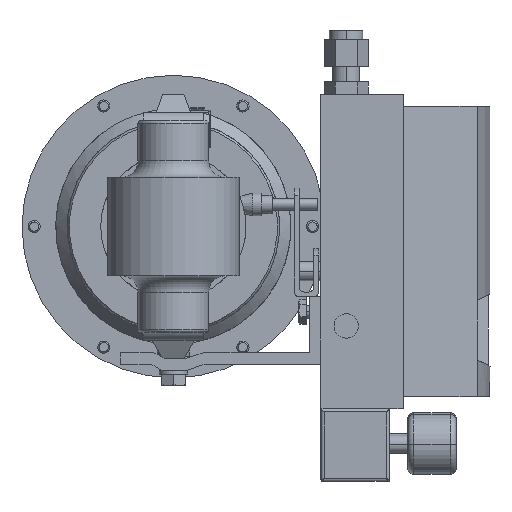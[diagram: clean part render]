
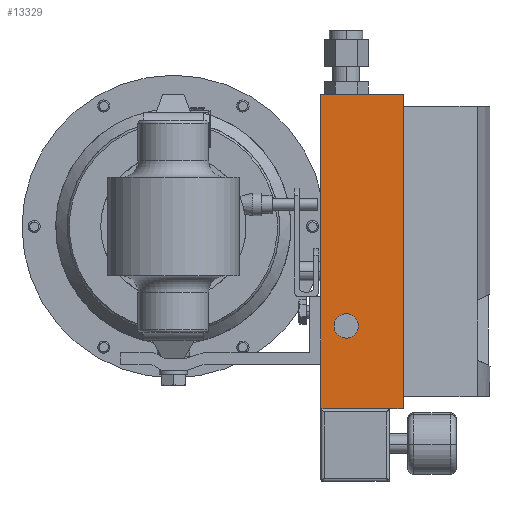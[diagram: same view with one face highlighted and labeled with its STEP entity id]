
A CAD part, front view. The second image highlights one B-rep face of the part: STEP entity #13329.
In plain terms, the highlighted planar face has unit normal (0, -1, 0).
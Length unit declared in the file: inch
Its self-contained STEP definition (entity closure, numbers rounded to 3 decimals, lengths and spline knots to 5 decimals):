
#239 = VERTEX_POINT ( 'NONE', #10268 ) ;
#400 = CARTESIAN_POINT ( 'NONE',  ( 3.04884, 4.37456, -3.51348 ) ) ;
#808 = EDGE_CURVE ( 'NONE', #3536, #28147, #14892, .T. ) ;
#1372 = DIRECTION ( 'NONE',  ( 0., -1., 0. ) ) ;
#1618 = EDGE_CURVE ( 'NONE', #28147, #17023, #6826, .T. ) ;
#1759 = ORIENTED_EDGE ( 'NONE', *, *, #26738, .F. ) ;
#1766 = DIRECTION ( 'NONE',  ( 0., 0., -1. ) ) ;
#2252 = VERTEX_POINT ( 'NONE', #14159 ) ;
#2654 = EDGE_CURVE ( 'NONE', #2252, #14670, #12433, .T. ) ;
#2838 = LINE ( 'NONE', #26037, #18485 ) ;
#3055 = CARTESIAN_POINT ( 'NONE',  ( 3.04884, 4.37456, 2.73652 ) ) ;
#3353 = EDGE_CURVE ( 'NONE', #239, #8170, #2838, .T. ) ;
#3383 = ORIENTED_EDGE ( 'NONE', *, *, #14602, .F. ) ;
#3435 = EDGE_CURVE ( 'NONE', #21777, #3536, #6869, .T. ) ;
#3536 = VERTEX_POINT ( 'NONE', #9993 ) ;
#4310 = CARTESIAN_POINT ( 'NONE',  ( 3.04884, 4.37456, -2.84348 ) ) ;
#4440 = CARTESIAN_POINT ( 'NONE',  ( 3.04884, 4.37456, -3.51348 ) ) ;
#5139 = CARTESIAN_POINT ( 'NONE',  ( 4.74881, 4.37456, 2.48652 ) ) ;
#5230 = VECTOR ( 'NONE', #1766, 39.37008 ) ;
#5385 = EDGE_CURVE ( 'NONE', #7727, #24695, #19189, .T. ) ;
#5499 = ORIENTED_EDGE ( 'NONE', *, *, #13431, .T. ) ;
#5565 = VERTEX_POINT ( 'NONE', #19983 ) ;
#5633 = EDGE_LOOP ( 'NONE', ( #1759, #15554 ) ) ;
#5677 = PLANE ( 'NONE',  #27060 ) ;
#6022 = FACE_OUTER_BOUND ( 'NONE', #8833, .T. ) ;
#6141 = CARTESIAN_POINT ( 'NONE',  ( 3.56992, 4.37456, -2.05174 ) ) ;
#6337 = FACE_BOUND ( 'NONE', #5633, .T. ) ;
#6826 = LINE ( 'NONE', #7262, #14849 ) ;
#6869 = LINE ( 'NONE', #4440, #5230 ) ;
#7262 = CARTESIAN_POINT ( 'NONE',  ( 3.04884, 4.37456, -3.51348 ) ) ;
#7727 = VERTEX_POINT ( 'NONE', #22335 ) ;
#7747 = DIRECTION ( 'NONE',  ( 0., 0., -1. ) ) ;
#8170 = VERTEX_POINT ( 'NONE', #17923 ) ;
#8304 = ORIENTED_EDGE ( 'NONE', *, *, #2654, .T. ) ;
#8473 = CARTESIAN_POINT ( 'NONE',  ( 3.31835, 4.37456, -2.05174 ) ) ;
#8720 = DIRECTION ( 'NONE',  ( -1., 0., 0. ) ) ;
#8833 = EDGE_LOOP ( 'NONE', ( #5499, #8304, #3383, #25170, #32630, #30044, #31110, #32345, #16961 ) ) ;
#9108 = EDGE_CURVE ( 'NONE', #8170, #5565, #13856, .T. ) ;
#9983 = VECTOR ( 'NONE', #23645, 39.37008 ) ;
#9993 = CARTESIAN_POINT ( 'NONE',  ( 3.04884, 4.37456, -1.44348 ) ) ;
#10194 = DIRECTION ( 'NONE',  ( 1., 0., 0. ) ) ;
#10268 = CARTESIAN_POINT ( 'NONE',  ( 4.74881, 4.37456, 2.73652 ) ) ;
#10845 = DIRECTION ( 'NONE',  ( -1., 0., 0. ) ) ;
#11355 = LINE ( 'NONE', #3055, #24787 ) ;
#12166 = VECTOR ( 'NONE', #27999, 39.37008 ) ;
#12433 = LINE ( 'NONE', #28542, #9983 ) ;
#13329 = ADVANCED_FACE ( 'NONE', ( #6022, #6337 ), #5677, .F. ) ;
#13338 = DIRECTION ( 'NONE',  ( 0., 0., -1. ) ) ;
#13431 = EDGE_CURVE ( 'NONE', #17023, #2252, #17593, .T. ) ;
#13856 = LINE ( 'NONE', #5139, #28876 ) ;
#14159 = CARTESIAN_POINT ( 'NONE',  ( 4.46625, 4.37456, -3.76348 ) ) ;
#14602 = EDGE_CURVE ( 'NONE', #5565, #14670, #30620, .T. ) ;
#14670 = VERTEX_POINT ( 'NONE', #18244 ) ;
#14849 = VECTOR ( 'NONE', #19995, 39.37008 ) ;
#14892 = LINE ( 'NONE', #400, #30183 ) ;
#15217 = CARTESIAN_POINT ( 'NONE',  ( 3.04884, 4.37456, -3.76348 ) ) ;
#15554 = ORIENTED_EDGE ( 'NONE', *, *, #5385, .F. ) ;
#16486 = CARTESIAN_POINT ( 'NONE',  ( 6.05485, 4.37456, -3.76348 ) ) ;
#16809 = CARTESIAN_POINT ( 'NONE',  ( 3.56992, 4.37456, -2.05174 ) ) ;
#16961 = ORIENTED_EDGE ( 'NONE', *, *, #1618, .T. ) ;
#17023 = VERTEX_POINT ( 'NONE', #15217 ) ;
#17593 = LINE ( 'NONE', #16486, #18143 ) ;
#17923 = CARTESIAN_POINT ( 'NONE',  ( 4.74881, 4.37456, 2.48652 ) ) ;
#18143 = VECTOR ( 'NONE', #28977, 39.37008 ) ;
#18244 = CARTESIAN_POINT ( 'NONE',  ( 4.74881, 4.37456, -3.76348 ) ) ;
#18485 = VECTOR ( 'NONE', #25934, 39.37008 ) ;
#19189 = CIRCLE ( 'NONE', #31318, 0.25157 ) ;
#19340 = DIRECTION ( 'NONE',  ( -1., 0., 0. ) ) ;
#19983 = CARTESIAN_POINT ( 'NONE',  ( 4.74881, 4.37456, -3.51348 ) ) ;
#19995 = DIRECTION ( 'NONE',  ( 0., 0., -1. ) ) ;
#20770 = CARTESIAN_POINT ( 'NONE',  ( 3.04884, 4.37456, -3.51348 ) ) ;
#21777 = VERTEX_POINT ( 'NONE', #26416 ) ;
#22070 = CIRCLE ( 'NONE', #30029, 0.25157 ) ;
#22335 = CARTESIAN_POINT ( 'NONE',  ( 3.82149, 4.37456, -2.05174 ) ) ;
#23645 = DIRECTION ( 'NONE',  ( 1., 0., 0. ) ) ;
#23904 = DIRECTION ( 'NONE',  ( 0., -1., 0. ) ) ;
#24695 = VERTEX_POINT ( 'NONE', #8473 ) ;
#24787 = VECTOR ( 'NONE', #10194, 39.37008 ) ;
#25170 = ORIENTED_EDGE ( 'NONE', *, *, #9108, .F. ) ;
#25934 = DIRECTION ( 'NONE',  ( 0., 0., -1. ) ) ;
#25965 = DIRECTION ( 'NONE',  ( 0., 1., 0. ) ) ;
#26037 = CARTESIAN_POINT ( 'NONE',  ( 4.74881, 4.37456, 2.73652 ) ) ;
#26416 = CARTESIAN_POINT ( 'NONE',  ( 3.04884, 4.37456, 2.73652 ) ) ;
#26738 = EDGE_CURVE ( 'NONE', #24695, #7727, #22070, .T. ) ;
#27060 = AXIS2_PLACEMENT_3D ( 'NONE', #20770, #25965, #10845 ) ;
#27999 = DIRECTION ( 'NONE',  ( 0., 0., -1. ) ) ;
#28147 = VERTEX_POINT ( 'NONE', #4310 ) ;
#28542 = CARTESIAN_POINT ( 'NONE',  ( 3.04884, 4.37456, -3.76348 ) ) ;
#28876 = VECTOR ( 'NONE', #7747, 39.37008 ) ;
#28977 = DIRECTION ( 'NONE',  ( 1., 0., 0. ) ) ;
#30029 = AXIS2_PLACEMENT_3D ( 'NONE', #6141, #23904, #8720 ) ;
#30044 = ORIENTED_EDGE ( 'NONE', *, *, #32839, .F. ) ;
#30183 = VECTOR ( 'NONE', #13338, 39.37008 ) ;
#30389 = CARTESIAN_POINT ( 'NONE',  ( 4.74881, 4.37456, -3.51348 ) ) ;
#30620 = LINE ( 'NONE', #30389, #12166 ) ;
#31110 = ORIENTED_EDGE ( 'NONE', *, *, #3435, .T. ) ;
#31318 = AXIS2_PLACEMENT_3D ( 'NONE', #16809, #1372, #19340 ) ;
#32345 = ORIENTED_EDGE ( 'NONE', *, *, #808, .T. ) ;
#32630 = ORIENTED_EDGE ( 'NONE', *, *, #3353, .F. ) ;
#32839 = EDGE_CURVE ( 'NONE', #21777, #239, #11355, .T. ) ;
